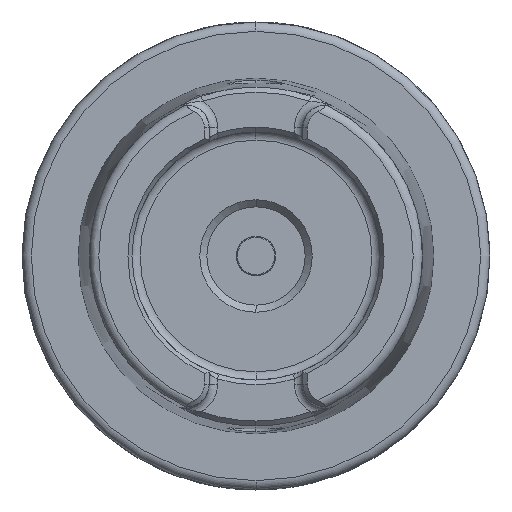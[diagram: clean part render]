
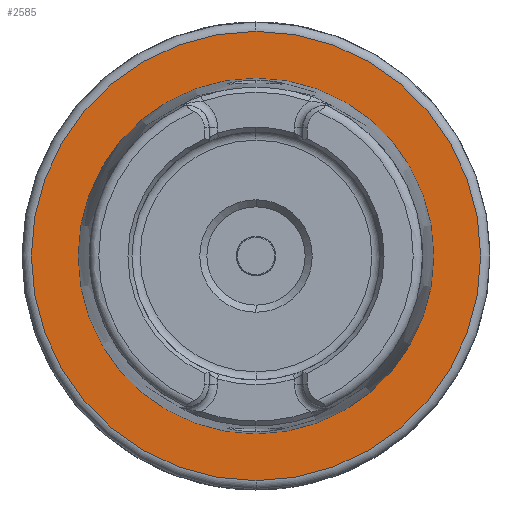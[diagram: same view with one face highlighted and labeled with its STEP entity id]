
A CAD part, left-side view. The second image highlights one B-rep face of the part: STEP entity #2585.
In plain terms, the highlighted planar face has unit normal (-1, 0, 0).
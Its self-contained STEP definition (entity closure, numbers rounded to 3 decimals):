
#1402 = EDGE_CURVE ( 'NONE', #1403, #1404, #6244, .T. ) ;
#1403 = VERTEX_POINT ( 'NONE', #6236 ) ;
#1404 = VERTEX_POINT ( 'NONE', #6235 ) ;
#1484 = VERTEX_POINT ( 'NONE', #6645 ) ;
#1547 = EDGE_CURVE ( 'NONE', #1548, #1484, #7067, .T. ) ;
#1548 = VERTEX_POINT ( 'NONE', #7058 ) ;
#2483 = EDGE_CURVE ( 'NONE', #1484, #1548, #9747, .T. ) ;
#2568 = ORIENTED_EDGE ( 'NONE', *, *, #2569, .F. ) ;
#2569 = EDGE_CURVE ( 'NONE', #1404, #1403, #9935, .T. ) ;
#2585 = ADVANCED_FACE ( 'NONE', ( #9973, #9972 ), #9971, .T. ) ;
#2586 = EDGE_LOOP ( 'NONE', ( #2587, #2588 ) ) ;
#2587 = ORIENTED_EDGE ( 'NONE', *, *, #1547, .T. ) ;
#2588 = ORIENTED_EDGE ( 'NONE', *, *, #2483, .T. ) ;
#2589 = EDGE_LOOP ( 'NONE', ( #2590, #2568 ) ) ;
#2590 = ORIENTED_EDGE ( 'NONE', *, *, #1402, .F. ) ;
#6235 = CARTESIAN_POINT ( 'NONE',  ( 0., 0., 48. ) ) ;
#6236 = CARTESIAN_POINT ( 'NONE',  ( 0., 0., -48. ) ) ;
#6237 = DIRECTION ( 'NONE',  ( 0., 0., -1. ) ) ;
#6238 = DIRECTION ( 'NONE',  ( 1., 0., 0. ) ) ;
#6239 = CARTESIAN_POINT ( 'NONE',  ( 0., 0., 0. ) ) ;
#6240 = AXIS2_PLACEMENT_3D ( 'NONE', #6239, #6238, #6237 ) ;
#6244 = CIRCLE ( 'NONE', #6240, 48. ) ;
#6645 = CARTESIAN_POINT ( 'NONE',  ( 0., 0., 38.007 ) ) ;
#7058 = CARTESIAN_POINT ( 'NONE',  ( 0., 0., -38.007 ) ) ;
#7059 = DIRECTION ( 'NONE',  ( 0., 0., -1. ) ) ;
#7062 = DIRECTION ( 'NONE',  ( 1., 0., 0. ) ) ;
#7063 = CARTESIAN_POINT ( 'NONE',  ( 0., 0., 0. ) ) ;
#7065 = AXIS2_PLACEMENT_3D ( 'NONE', #7063, #7062, #7059 ) ;
#7067 = CIRCLE ( 'NONE', #7065, 38.007 ) ;
#9747 = CIRCLE ( 'NONE', #9788, 38.007 ) ;
#9785 = DIRECTION ( 'NONE',  ( 0., 0., -1. ) ) ;
#9786 = DIRECTION ( 'NONE',  ( 1., 0., 0. ) ) ;
#9787 = CARTESIAN_POINT ( 'NONE',  ( 0., 0., 0. ) ) ;
#9788 = AXIS2_PLACEMENT_3D ( 'NONE', #9787, #9786, #9785 ) ;
#9931 = DIRECTION ( 'NONE',  ( 0., 0., -1. ) ) ;
#9932 = DIRECTION ( 'NONE',  ( 1., 0., 0. ) ) ;
#9933 = CARTESIAN_POINT ( 'NONE',  ( 0., 0., 0. ) ) ;
#9934 = AXIS2_PLACEMENT_3D ( 'NONE', #9933, #9932, #9931 ) ;
#9935 = CIRCLE ( 'NONE', #9934, 48. ) ;
#9966 = DIRECTION ( 'NONE',  ( 0., 0., 1. ) ) ;
#9967 = DIRECTION ( 'NONE',  ( -1., 0., 0. ) ) ;
#9968 = CARTESIAN_POINT ( 'NONE',  ( 0., 38.007, 0. ) ) ;
#9970 = AXIS2_PLACEMENT_3D ( 'NONE', #9968, #9967, #9966 ) ;
#9971 = PLANE ( 'NONE',  #9970 ) ;
#9972 = FACE_OUTER_BOUND ( 'NONE', #2589, .T. ) ;
#9973 = FACE_BOUND ( 'NONE', #2586, .T. ) ;
